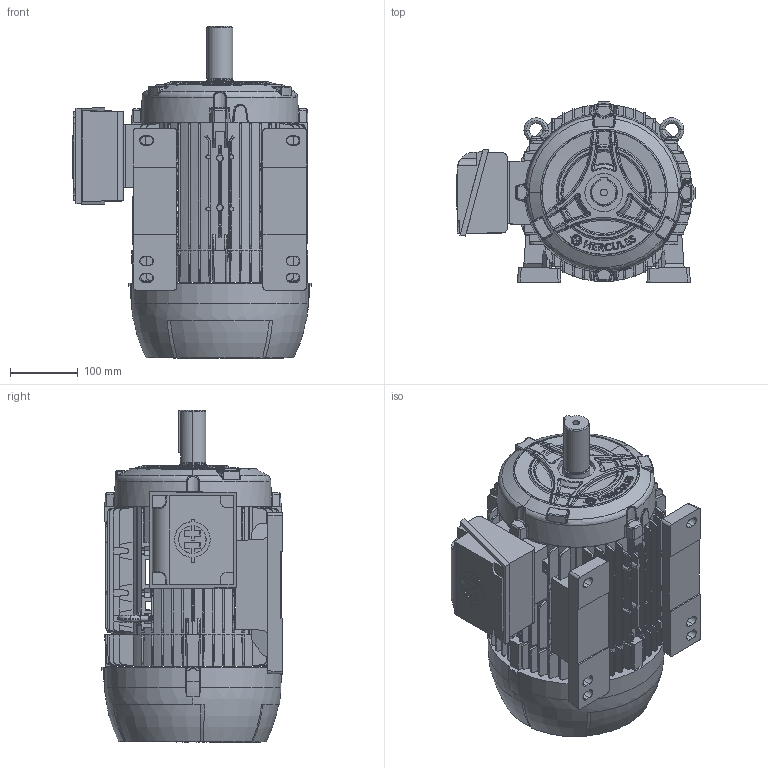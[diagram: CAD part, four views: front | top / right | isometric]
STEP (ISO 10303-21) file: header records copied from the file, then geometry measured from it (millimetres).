
FILE_DESCRIPTION (( 'STEP AP203' ), '1' );
FILE_NAME ('132ML_CP_ST_RIGHT.STEP', '2022-07-27T12:06:33', ( '' ), ( '' ), 'SwSTEP 2.0', 'SolidWorks 2020', '' );
FILE_SCHEMA (( 'CONFIG_CONTROL_DESIGN' ));
Length unit declared in the file: millimetre
Products named in the file (1): 132ML_CP_ST_RIGHT
Bounding box: 352.04 x 266.9 x 490 mm (x, y, z)
Surface area: 941767.5 mm2 (no closed solid volume)
Topology: 0 solids, 30 shells, 2449 faces, 7357 edges, 4890 vertices
Faces by surface type: plane 1203, bspline 455, cone 392, cylinder 196, torus 157, sphere 46
Entity records: 103298 total; most frequent: CARTESIAN_POINT 44118, ORIENTED_EDGE 13026, DIRECTION 10392, EDGE_CURVE 7349, VERTEX_POINT 4890, AXIS2_PLACEMENT_3D 3656, VECTOR 3080, LINE 3080
